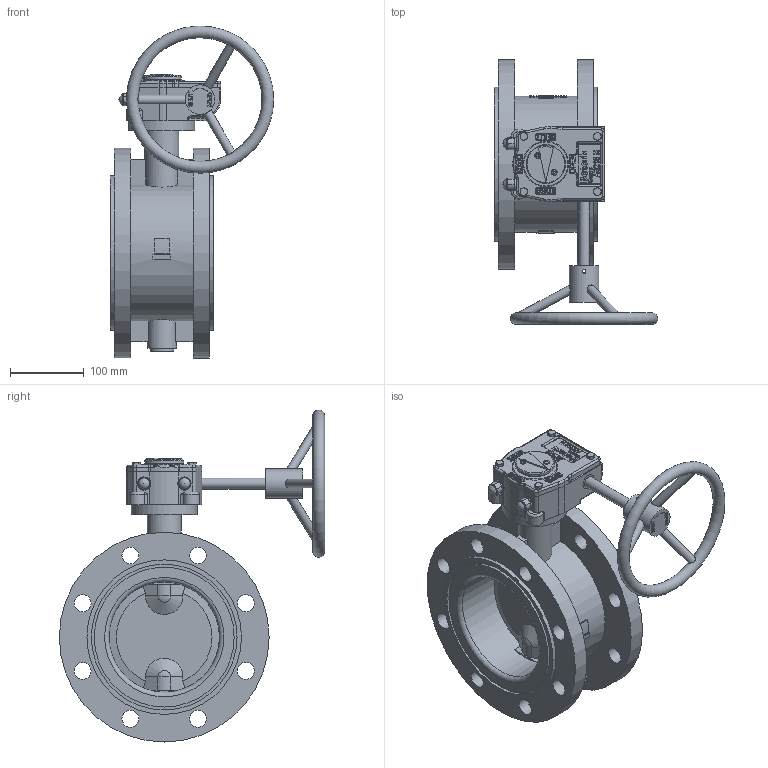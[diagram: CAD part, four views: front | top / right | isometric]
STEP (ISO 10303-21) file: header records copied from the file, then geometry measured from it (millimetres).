
FILE_DESCRIPTION(/* description */ (''),/* implementation_level */ '2;1');
FILE_NAME(/* name */ 'EVFS DN150 PN10_16 + gear.step',/* time_stamp */ '2025-08-04T15:01:22+02:00',/* author */ (''),/* organization */ (''),/* preprocessor_version */ 'ST-DEVELOPER v20.1',/* originating_system */ 'Autodesk Translation Framework v14.10.0.0',/* authorisation */ '');
FILE_SCHEMA (('AUTOMOTIVE_DESIGN { 1 0 10303 214 3 1 1 }'));
Products named in the file (18): EVFS DN150 PN10_16 + gear; EVFS DN150 PN10_16; AB 215 N RH v1; 21A0Z10000002; 161A002050000; 7201500210300; 7300210000300; A7AZ200000000; 10AZ100000002; 700AN00000100; AB-00063-3; AB-00062-3; 270A000000009; BHM4X10ZP-8.8; K0160080000PA; K1300080000PE; D0093306020ZW; SG200-15
Assembly tree (23 placements, depth 4):
  EVFS DN150 PN10_16 + gear
    EVFS DN150 PN10_16
    AB 215 N RH v1
      21A0Z10000002
      161A002050000
      K0160080000PA  x2
      7201500210300
      7300210000300
      K1300080000PE  x2
      D0093306020ZW  x4
      A7AZ200000000
      10AZ100000002
      700AN00000100
      AB-00063-3
        AB-00062-3
        270A000000009
        BHM4X10ZP-8.8  x2
    SG200-15
Bounding box: 222 x 360.5 x 451.06 mm (x, y, z)
Volume: 3946680.6 mm3; surface area: 618019.1 mm2
Topology: 21 solids, 22 shells, 1725 faces, 4414 edges, 2846 vertices
Faces by surface type: plane 810, cylinder 426, bspline 210, cone 148, torus 109, sphere 22
Full cylindrical faces by diameter (mm): 3.242 x4, 4 x2, 4.1 x2, 4.5 x2, 4.917 x8, 5 x2, 5.1 x1, 6 x4, 6.647 x2, 7 x4, 7.6 x2, 8 x4, 9 x4, 10.4 x1, 12 x3, 15 x3, 16 x2, 16.5 x2, 17 x2, 18 x2, 19 x1, 21 x4, 23 x16, 32 x1, 39.6 x2, 40 x2, 41.35 x2, 42.35 x2, 42.5 x2, 46 x2
Entity records: 69532 total; most frequent: CARTESIAN_POINT 28764, ORIENTED_EDGE 8396, DIRECTION 7691, EDGE_CURVE 4198, AXIS2_PLACEMENT_3D 2836, VERTEX_POINT 2729, LINE 2019, VECTOR 2019
